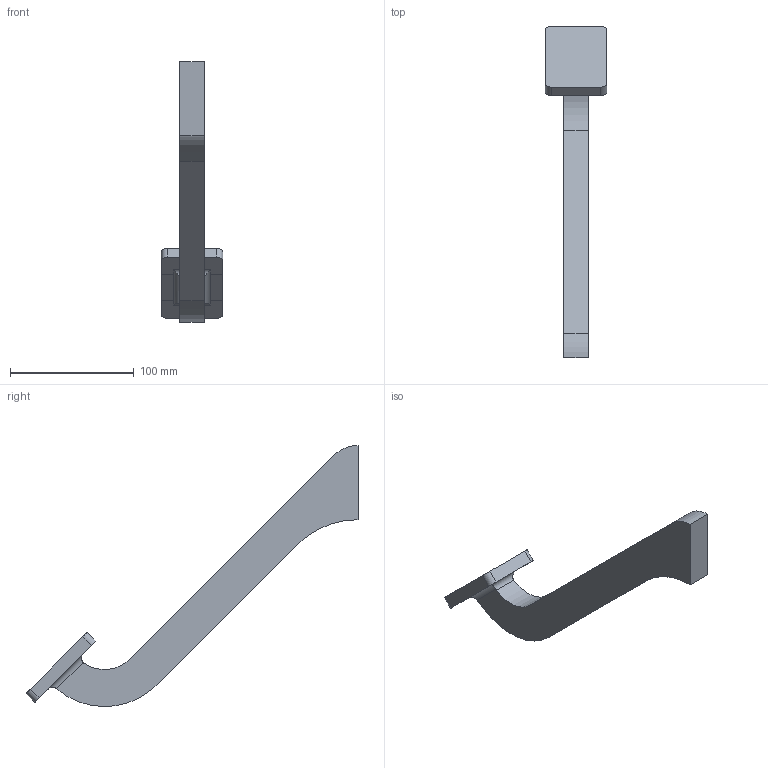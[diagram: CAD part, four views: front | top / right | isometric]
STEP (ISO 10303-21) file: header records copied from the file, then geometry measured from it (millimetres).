
FILE_DESCRIPTION(('CATIA V5 STEP Exchange'),'2;1');
FILE_NAME('stopalka.stp','2015-03-31T07:03:45+00:00',('none'),('none'),'CATIA Version 5 Release 20 SP 7 (IN-10)','CATIA V5 STEP AP203','none');
FILE_SCHEMA(('CONFIG_CONTROL_DESIGN'));
Length unit declared in the file: millimetre
Products named in the file (1): Part1
Bounding box: 50 x 268.7 x 211.16 mm (x, y, z)
Volume: 233693.4 mm3; surface area: 41703.1 mm2
Topology: 1 solids, 1 shells, 26 faces, 74 edges, 50 vertices
Faces by surface type: plane 14, cylinder 12
Entity records: 913 total; most frequent: CARTESIAN_POINT 216, ORIENTED_EDGE 148, DIRECTION 112, EDGE_CURVE 74, VERTEX_POINT 50, VECTOR 48, LINE 48, AXIS2_PLACEMENT_3D 42
